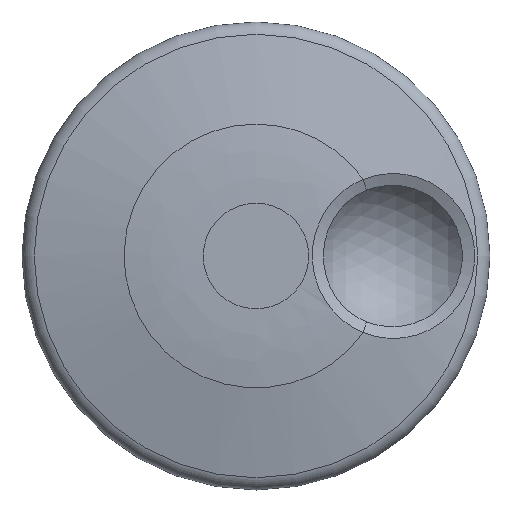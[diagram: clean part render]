
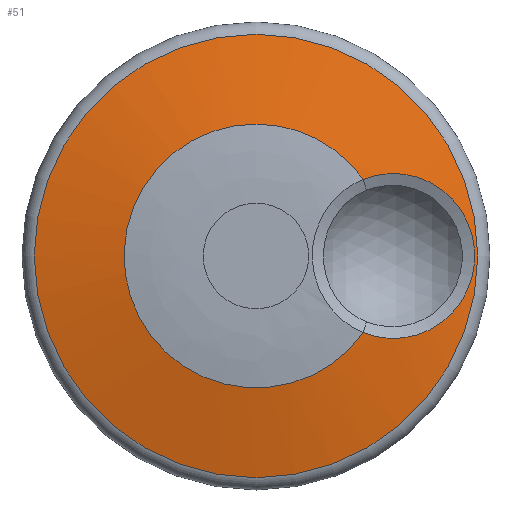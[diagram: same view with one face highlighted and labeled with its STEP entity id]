
A CAD part, front view. The second image highlights one B-rep face of the part: STEP entity #51.
In plain terms, the highlighted spherical face has radius 50 mm.
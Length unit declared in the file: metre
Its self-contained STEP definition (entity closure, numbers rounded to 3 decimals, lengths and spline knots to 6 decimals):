
#51 = ADVANCED_FACE( '', ( #109, #110 ), #111, .T. );
#109 = FACE_OUTER_BOUND( '', #209, .T. );
#110 = FACE_OUTER_BOUND( '', #210, .T. );
#111 = SPHERICAL_SURFACE( '', #211, 0.05 );
#209 = EDGE_LOOP( '', ( #302 ) );
#210 = EDGE_LOOP( '', ( #303, #304 ) );
#211 = AXIS2_PLACEMENT_3D( '', #305, #306, #307 );
#302 = ORIENTED_EDGE( '', *, *, #403, .T. );
#303 = ORIENTED_EDGE( '', *, *, #400, .T. );
#304 = ORIENTED_EDGE( '', *, *, #386, .T. );
#305 = CARTESIAN_POINT( '', ( 0.038027, -0.024149, -0.001939 ) );
#306 = DIRECTION( '', ( 0., -1., 0. ) );
#307 = DIRECTION( '', ( -1., 0., 0. ) );
#386 = EDGE_CURVE( '', #431, #428, #432, .T. );
#400 = EDGE_CURVE( '', #428, #431, #454, .T. );
#403 = EDGE_CURVE( '', #457, #457, #458, .F. );
#428 = VERTEX_POINT( '', #490 );
#431 = VERTEX_POINT( '', #494 );
#432 = CIRCLE( '', #495, 0.004937 );
#454 = CIRCLE( '', #524, 0.007891 );
#457 = VERTEX_POINT( '', #554 );
#458 = CIRCLE( '', #555, 0.013265 );
#490 = CARTESIAN_POINT( '', ( 0.044447, -0.073522, -0.006527 ) );
#494 = CARTESIAN_POINT( '', ( 0.044447, -0.073522, 0.002649 ) );
#495 = AXIS2_PLACEMENT_3D( '', #633, #634, #635 );
#524 = AXIS2_PLACEMENT_3D( '', #654, #655, #656 );
#554 = CARTESIAN_POINT( '', ( 0.038027, -0.072357, 0.011326 ) );
#555 = AXIS2_PLACEMENT_3D( '', #657, #658, #659 );
#633 = CARTESIAN_POINT( '', ( 0.046245, -0.073221, -0.001939 ) );
#634 = DIRECTION( '', ( -0.165, 0.986, 0. ) );
#635 = DIRECTION( '', ( -0.986, -0.165, 0. ) );
#654 = CARTESIAN_POINT( '', ( 0.038027, -0.073522, -0.001939 ) );
#655 = DIRECTION( '', ( 0., 1., 0. ) );
#656 = DIRECTION( '', ( 0., 0., 1. ) );
#657 = CARTESIAN_POINT( '', ( 0.038027, -0.072357, -0.001939 ) );
#658 = DIRECTION( '', ( 0., 1., 0. ) );
#659 = DIRECTION( '', ( 0., 0., 1. ) );
